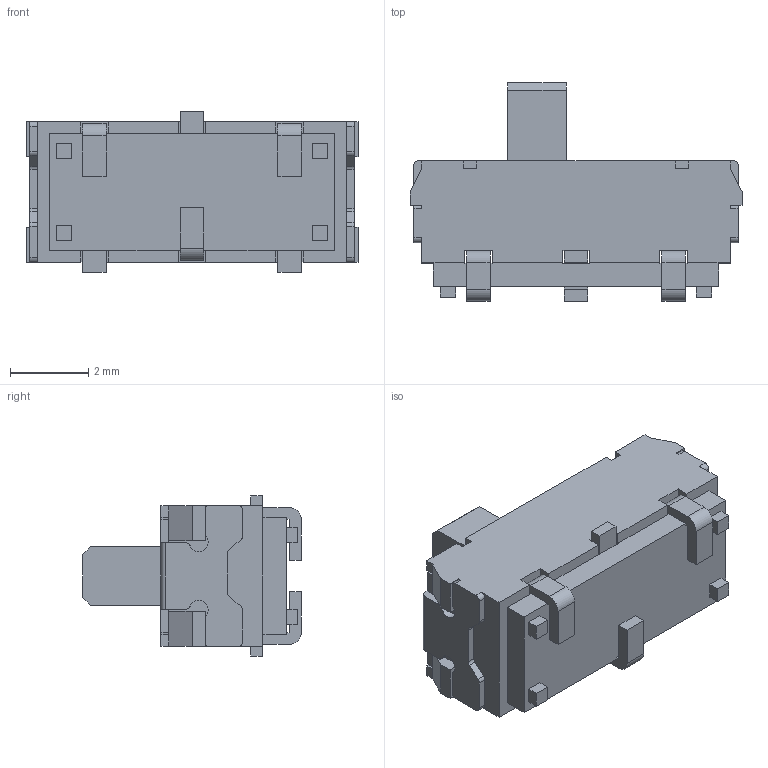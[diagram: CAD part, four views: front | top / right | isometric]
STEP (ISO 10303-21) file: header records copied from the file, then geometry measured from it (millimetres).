
FILE_DESCRIPTION (( 'STEP AP214' ), '1' );
FILE_NAME ('JS102011JCQN.STEP', '2021-02-02T16:14:52', ( '' ), ( '' ), 'SwSTEP 2.0', 'SolidWorks 2018', '' );
FILE_SCHEMA (( 'AUTOMOTIVE_DESIGN' ));
Length unit declared in the file: millimetre
Products named in the file (1): JS102011JCQN
Bounding box: 8.5 x 5.6 x 4.1 mm (x, y, z)
Volume: 91.1 mm3; surface area: 213 mm2
Topology: 1 solids, 1 shells, 277 faces, 805 edges, 532 vertices
Faces by surface type: plane 214, cylinder 42, bspline 21
Entity records: 10298 total; most frequent: CARTESIAN_POINT 2065, ORIENTED_EDGE 1610, DIRECTION 1354, EDGE_CURVE 805, LINE 672, VECTOR 672, VERTEX_POINT 532, AXIS2_PLACEMENT_3D 341
